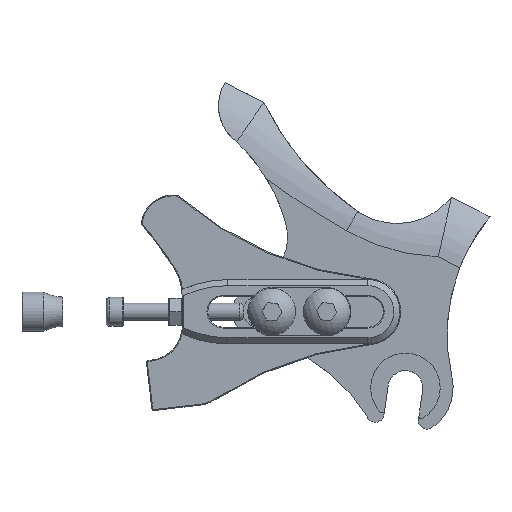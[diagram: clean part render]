
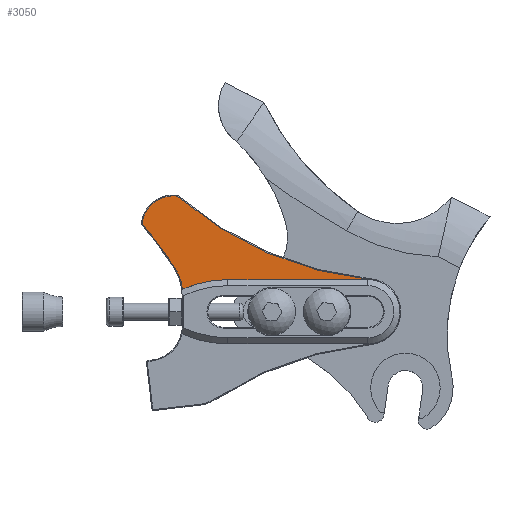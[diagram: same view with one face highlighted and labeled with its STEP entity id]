
A CAD part, top view. The second image highlights one B-rep face of the part: STEP entity #3050.
In plain terms, the highlighted planar face has unit normal (0, 0, 1).
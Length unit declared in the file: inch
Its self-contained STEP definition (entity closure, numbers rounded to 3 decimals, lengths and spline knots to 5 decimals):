
#37 = CARTESIAN_POINT ( 'NONE',  ( -2.11159, 1.81642, 0.09843 ) ) ;
#53 = CARTESIAN_POINT ( 'NONE',  ( -1.82061, -0.31041, 0.09843 ) ) ;
#59 = CARTESIAN_POINT ( 'NONE',  ( 0.12344, 0.3488, 0.09843 ) ) ;
#62 = CARTESIAN_POINT ( 'NONE',  ( -1.92587, 0.95522, 0.09843 ) ) ;
#63 = CARTESIAN_POINT ( 'NONE',  ( -1.92958, 1.2251, 0.09843 ) ) ;
#65 = CARTESIAN_POINT ( 'NONE',  ( -1.39692, 0.88683, 0.09843 ) ) ;
#192 = EDGE_CURVE ( 'NONE', #5850, #920, #5204, .T. ) ;
#193 = EDGE_CURVE ( 'NONE', #5892, #5850, #5206, .T. ) ;
#373 = EDGE_LOOP ( 'NONE', ( #1946, #1974, #1938, #1962, #1944, #1967, #1956, #1958, #1939 ) ) ;
#432 = CARTESIAN_POINT ( 'NONE',  ( 0., 0., 0.09843 ) ) ;
#434 = PLANE ( 'NONE',  #2439 ) ;
#436 = DIRECTION ( 'NONE',  ( 0., 0., 1. ) ) ;
#437 = DIRECTION ( 'NONE',  ( 1., 0., 0. ) ) ;
#920 = VERTEX_POINT ( 'NONE', #37 ) ;
#934 = VERTEX_POINT ( 'NONE', #65 ) ;
#939 = VERTEX_POINT ( 'NONE', #59 ) ;
#940 = VERTEX_POINT ( 'NONE', #63 ) ;
#948 = VERTEX_POINT ( 'NONE', #62 ) ;
#1351 = DIRECTION ( 'NONE',  ( 0., 0., 1. ) ) ;
#1362 = DIRECTION ( 'NONE',  ( 0., 0., 1. ) ) ;
#1366 = DIRECTION ( 'NONE',  ( 1., 0., 0. ) ) ;
#1367 = CARTESIAN_POINT ( 'NONE',  ( -1.78803, 1.66194, 0.09843 ) ) ;
#1372 = CARTESIAN_POINT ( 'NONE',  ( -2.09288, 1.82348, 0.09843 ) ) ;
#1379 = DIRECTION ( 'NONE',  ( 1., 0., 0. ) ) ;
#1938 = ORIENTED_EDGE ( 'NONE', *, *, #2240, .F. ) ;
#1939 = ORIENTED_EDGE ( 'NONE', *, *, #192, .T. ) ;
#1944 = ORIENTED_EDGE ( 'NONE', *, *, #2244, .F. ) ;
#1946 = ORIENTED_EDGE ( 'NONE', *, *, #2243, .T. ) ;
#1956 = ORIENTED_EDGE ( 'NONE', *, *, #2249, .T. ) ;
#1958 = ORIENTED_EDGE ( 'NONE', *, *, #193, .T. ) ;
#1962 = ORIENTED_EDGE ( 'NONE', *, *, #2245, .F. ) ;
#1967 = ORIENTED_EDGE ( 'NONE', *, *, #2241, .T. ) ;
#1974 = ORIENTED_EDGE ( 'NONE', *, *, #2242, .T. ) ;
#2240 = EDGE_CURVE ( 'NONE', #934, #948, #2774, .T. ) ;
#2241 = EDGE_CURVE ( 'NONE', #5843, #4573, #2777, .T. ) ;
#2242 = EDGE_CURVE ( 'NONE', #940, #948, #2778, .T. ) ;
#2243 = EDGE_CURVE ( 'NONE', #920, #940, #2779, .T. ) ;
#2244 = EDGE_CURVE ( 'NONE', #5843, #939, #2780, .T. ) ;
#2245 = EDGE_CURVE ( 'NONE', #939, #934, #2775, .T. ) ;
#2249 = EDGE_CURVE ( 'NONE', #4573, #5892, #2788, .T. ) ;
#2351 = AXIS2_PLACEMENT_3D ( 'NONE', #1372, #1351, #1366 ) ;
#2352 = AXIS2_PLACEMENT_3D ( 'NONE', #1367, #1362, #1379 ) ;
#2383 = AXIS2_PLACEMENT_3D ( 'NONE', #53, #6139, #3618 ) ;
#2384 = AXIS2_PLACEMENT_3D ( 'NONE', #5281, #5282, #5283 ) ;
#2385 = AXIS2_PLACEMENT_3D ( 'NONE', #5286, #5287, #5288 ) ;
#2386 = AXIS2_PLACEMENT_3D ( 'NONE', #5290, #5291, #5292 ) ;
#2387 = AXIS2_PLACEMENT_3D ( 'NONE', #5295, #5297, #5298 ) ;
#2391 = AXIS2_PLACEMENT_3D ( 'NONE', #5314, #5315, #5316 ) ;
#2439 = AXIS2_PLACEMENT_3D ( 'NONE', #432, #436, #437 ) ;
#2774 = CIRCLE ( 'NONE', #2383, 1.27 ) ;
#2775 = LINE ( 'NONE', #5293, #2783 ) ;
#2777 = CIRCLE ( 'NONE', #2384, 4.01 ) ;
#2778 = CIRCLE ( 'NONE', #2385, 0.61 ) ;
#2779 = CIRCLE ( 'NONE', #2386, 5.01 ) ;
#2780 = CIRCLE ( 'NONE', #2387, 0.37 ) ;
#2783 = VECTOR ( 'NONE', #5289, 39.37008 ) ;
#2788 = CIRCLE ( 'NONE', #2391, 0.02 ) ;
#2914 = FACE_OUTER_BOUND ( 'NONE', #373, .T. ) ;
#3050 = ADVANCED_FACE ( 'NONE', ( #2914 ), #434, .T. ) ;
#3618 = DIRECTION ( 'NONE',  ( 1., 0., 0. ) ) ;
#3803 = CARTESIAN_POINT ( 'NONE',  ( -1.62377, 1.98399, 0.09843 ) ) ;
#3891 = CARTESIAN_POINT ( 'NONE',  ( 0.15741, 0.33485, 0.09843 ) ) ;
#3896 = CARTESIAN_POINT ( 'NONE',  ( -2.11055, 1.83284, 0.09843 ) ) ;
#3930 = CARTESIAN_POINT ( 'NONE',  ( -1.63265, 1.99222, 0.09843 ) ) ;
#4573 = VERTEX_POINT ( 'NONE', #3803 ) ;
#5204 = CIRCLE ( 'NONE', #2351, 0.02 ) ;
#5206 = CIRCLE ( 'NONE', #2352, 0.365 ) ;
#5281 = CARTESIAN_POINT ( 'NONE',  ( 1.86338, 3.96386, 0.09843 ) ) ;
#5282 = DIRECTION ( 'NONE',  ( 0., 0., -1. ) ) ;
#5283 = DIRECTION ( 'NONE',  ( 1., 0., 0. ) ) ;
#5286 = CARTESIAN_POINT ( 'NONE',  ( -2.52255, 1.08199, 0.09843 ) ) ;
#5287 = DIRECTION ( 'NONE',  ( 0., 0., -1. ) ) ;
#5288 = DIRECTION ( 'NONE',  ( 1., 0., 0. ) ) ;
#5289 = DIRECTION ( 'NONE',  ( -0.943, 0.334, 0. ) ) ;
#5290 = CARTESIAN_POINT ( 'NONE',  ( -6.79974, 0.04969, 0.09843 ) ) ;
#5291 = DIRECTION ( 'NONE',  ( 0., 0., -1. ) ) ;
#5292 = DIRECTION ( 'NONE',  ( 1., 0., 0. ) ) ;
#5293 = CARTESIAN_POINT ( 'NONE',  ( 0.12344, 0.3488, 0.09843 ) ) ;
#5295 = CARTESIAN_POINT ( 'NONE',  ( 0., 0., 0.09843 ) ) ;
#5297 = DIRECTION ( 'NONE',  ( 0., 0., 1. ) ) ;
#5298 = DIRECTION ( 'NONE',  ( 1., 0., 0. ) ) ;
#5314 = CARTESIAN_POINT ( 'NONE',  ( -1.64116, 1.97412, 0.09843 ) ) ;
#5315 = DIRECTION ( 'NONE',  ( 0., 0., 1. ) ) ;
#5316 = DIRECTION ( 'NONE',  ( 1., 0., 0. ) ) ;
#5843 = VERTEX_POINT ( 'NONE', #3891 ) ;
#5850 = VERTEX_POINT ( 'NONE', #3896 ) ;
#5892 = VERTEX_POINT ( 'NONE', #3930 ) ;
#6139 = DIRECTION ( 'NONE',  ( 0., 0., 1. ) ) ;
